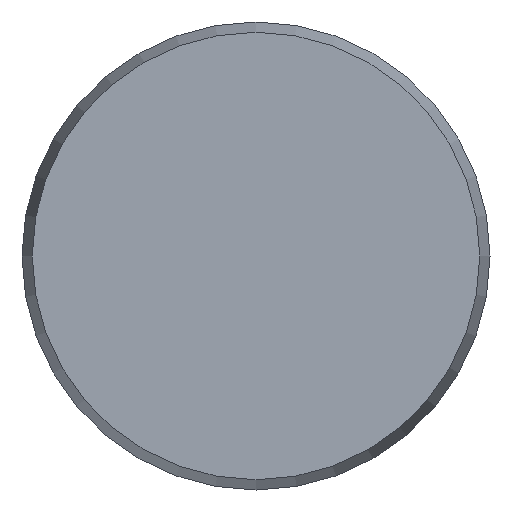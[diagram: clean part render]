
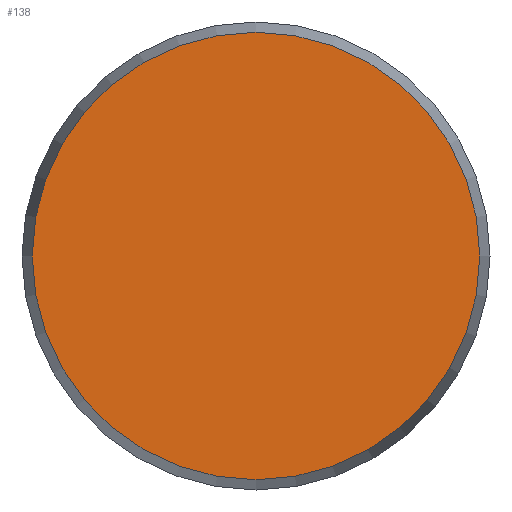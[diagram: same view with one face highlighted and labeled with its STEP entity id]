
A CAD part, front view. The second image highlights one B-rep face of the part: STEP entity #138.
In plain terms, the highlighted planar face has unit normal (0, -1, 0).
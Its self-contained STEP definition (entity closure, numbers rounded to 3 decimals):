
#138 = ADVANCED_FACE( '', ( #285 ), #286, .F. );
#285 = FACE_OUTER_BOUND( '', #460, .T. );
#286 = PLANE( '', #461 );
#460 = EDGE_LOOP( '', ( #748 ) );
#461 = AXIS2_PLACEMENT_3D( '', #749, #750, #751 );
#748 = ORIENTED_EDGE( '', *, *, #838, .T. );
#749 = CARTESIAN_POINT( '', ( 38.25, 0., 0. ) );
#750 = DIRECTION( '', ( 0., 1., 0. ) );
#751 = DIRECTION( '', ( 0., 0., 1. ) );
#838 = EDGE_CURVE( '', #990, #990, #991, .T. );
#990 = VERTEX_POINT( '', #1252 );
#991 = CIRCLE( '', #1253, 38.25 );
#1252 = CARTESIAN_POINT( '', ( 0., 0., -38.25 ) );
#1253 = AXIS2_PLACEMENT_3D( '', #1448, #1449, #1450 );
#1448 = CARTESIAN_POINT( '', ( 0., 0., 0. ) );
#1449 = DIRECTION( '', ( 0., -1., 0. ) );
#1450 = DIRECTION( '', ( 0., 0., -1. ) );
